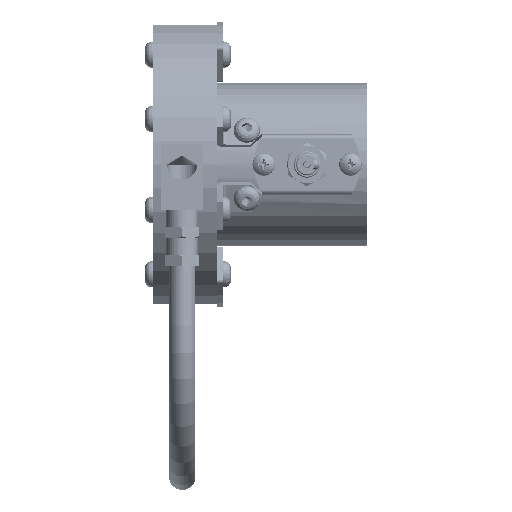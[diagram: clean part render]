
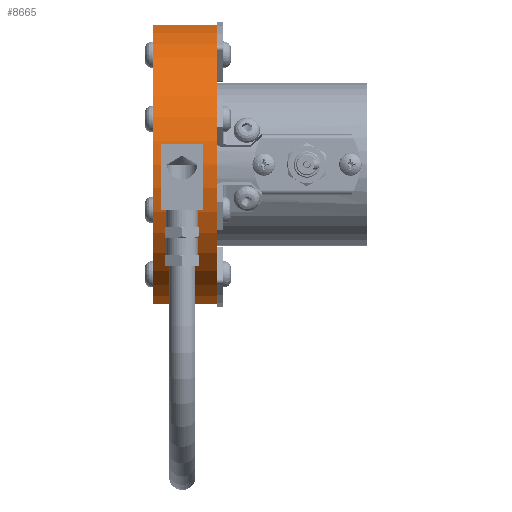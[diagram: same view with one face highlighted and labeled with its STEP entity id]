
A CAD part, left-side view. The second image highlights one B-rep face of the part: STEP entity #8665.
In plain terms, the highlighted cylindrical face has radius 60.325 mm (diameter 120.65 mm), a partial arc.
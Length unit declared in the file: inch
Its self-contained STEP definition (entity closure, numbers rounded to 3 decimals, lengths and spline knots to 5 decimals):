
#839=CIRCLE($,#9438,2.375);
#840=CIRCLE($,#9439,2.375);
#1354=LINE($,#14647,#1765);
#1368=LINE($,#14691,#1779);
#1765=VECTOR($,#11013,1.063);
#1779=VECTOR($,#11057,1.063);
#2386=FACE_BOUND($,#3381,.T.);
#2775=FACE_OUTER_BOUND($,#3380,.T.);
#3380=EDGE_LOOP($,(#6767,#6768,#6769,#6770));
#3381=EDGE_LOOP($,(#6771));
#4057=B_SPLINE_CURVE_WITH_KNOTS($,3,(#14718,#14719,#14720,#14721,#14722,
#14723,#14724,#14725,#14726,#14727,#14728,#14729,#14730,#14731,#14732,#14733,
#14734,#14735,#14736,#14737,#14738,#14739,#14740,#14741,#14742,#14743,#14744,
#14745,#14746,#14747,#14748,#14749,#14750,#14751),.UNSPECIFIED.,.T.,.F.,
(4,2,2,2,2,2,2,2,2,2,2,2,2,2,2,2,4),(0.,0.09569,0.19138,
0.28707,0.38276,0.47845,0.57414,
0.66983,0.76552,0.86121,0.95691,
1.0526,1.14829,1.24398,1.33967,1.43536,
1.53105),.UNSPECIFIED.);
#4406=VERTEX_POINT($,#14641);
#4408=VERTEX_POINT($,#14645);
#4422=VERTEX_POINT($,#14688);
#4423=VERTEX_POINT($,#14690);
#4430=VERTEX_POINT($,#14717);
#5300=EDGE_CURVE($,#4406,#4408,#1354,.T.);
#5323=EDGE_CURVE($,#4423,#4422,#1368,.T.);
#5337=EDGE_CURVE($,#4408,#4423,#839,.T.);
#5338=EDGE_CURVE($,#4406,#4422,#840,.T.);
#5339=EDGE_CURVE($,#4430,#4430,#4057,.T.);
#6767=ORIENTED_EDGE($,*,*,#5300,.T.);
#6768=ORIENTED_EDGE($,*,*,#5337,.T.);
#6769=ORIENTED_EDGE($,*,*,#5323,.T.);
#6770=ORIENTED_EDGE($,*,*,#5338,.F.);
#6771=ORIENTED_EDGE($,*,*,#5339,.T.);
#8409=CYLINDRICAL_SURFACE($,#9437,2.375);
#8665=ADVANCED_FACE($,(#2775,#2386),#8409,.T.);
#9437=AXIS2_PLACEMENT_3D($,#14714,#11082,#11083);
#9438=AXIS2_PLACEMENT_3D($,#14715,#11084,#11085);
#9439=AXIS2_PLACEMENT_3D($,#14716,#11086,#11087);
#11013=DIRECTION($,(0.,1.,0.));
#11057=DIRECTION($,(0.,-1.,0.));
#11082=DIRECTION('center_axis',(0.,-1.,0.));
#11083=DIRECTION('ref_axis',(1.,0.,0.));
#11084=DIRECTION('center_axis',(0.,-1.,0.));
#11085=DIRECTION('ref_axis',(1.,0.,0.));
#11086=DIRECTION('center_axis',(0.,-1.,0.));
#11087=DIRECTION('ref_axis',(1.,0.,0.));
#14641=CARTESIAN_POINT('',(-2.42541,-0.06664,2.313));
#14645=CARTESIAN_POINT('',(-2.42541,0.99636,2.313));
#14647=CARTESIAN_POINT($,(-2.42541,0.46486,2.313));
#14688=CARTESIAN_POINT('',(-2.42541,-0.06664,-2.313));
#14690=CARTESIAN_POINT('',(-2.42541,0.99636,-2.313));
#14691=CARTESIAN_POINT($,(-2.42541,0.46486,-2.313));
#14714=CARTESIAN_POINT('Origin',(-1.88629,0.46486,0.));
#14715=CARTESIAN_POINT('Origin',(-1.88629,0.99636,0.));
#14716=CARTESIAN_POINT('Origin',(-1.88629,-0.06664,
0.));
#14717=CARTESIAN_POINT('',(-4.25918,0.50717,-0.1));
#14718=CARTESIAN_POINT('Ctrl Pts',(-4.25918,0.50717,
-0.1));
#14719=CARTESIAN_POINT('Ctrl Pts',(-4.25918,0.51973,
-0.1));
#14720=CARTESIAN_POINT('Ctrl Pts',(-4.25929,0.53312,
-0.09749));
#14721=CARTESIAN_POINT('Ctrl Pts',(-4.25969,0.55776,-0.08728));
#14722=CARTESIAN_POINT('Ctrl Pts',(-4.25997,0.569,-0.07959));
#14723=CARTESIAN_POINT('Ctrl Pts',(-4.2605,0.58676,
-0.06183));
#14724=CARTESIAN_POINT('Ctrl Pts',(-4.26078,0.59446,
-0.05059));
#14725=CARTESIAN_POINT('Ctrl Pts',(-4.26118,0.60466,
-0.02595));
#14726=CARTESIAN_POINT('Ctrl Pts',(-4.26129,0.60717,
-0.01256));
#14727=CARTESIAN_POINT('Ctrl Pts',(-4.26129,0.60717,
0.01256));
#14728=CARTESIAN_POINT('Ctrl Pts',(-4.26118,0.60466,
0.02595));
#14729=CARTESIAN_POINT('Ctrl Pts',(-4.26078,0.59446,
0.05059));
#14730=CARTESIAN_POINT('Ctrl Pts',(-4.2605,0.58676,
0.06183));
#14731=CARTESIAN_POINT('Ctrl Pts',(-4.25997,0.569,0.07959));
#14732=CARTESIAN_POINT('Ctrl Pts',(-4.25969,0.55776,0.08728));
#14733=CARTESIAN_POINT('Ctrl Pts',(-4.25929,0.53312,
0.09749));
#14734=CARTESIAN_POINT('Ctrl Pts',(-4.25918,0.51973,
0.1));
#14735=CARTESIAN_POINT('Ctrl Pts',(-4.25918,0.49461,
0.1));
#14736=CARTESIAN_POINT('Ctrl Pts',(-4.25929,0.48122,
0.09749));
#14737=CARTESIAN_POINT('Ctrl Pts',(-4.25969,0.45658,0.08728));
#14738=CARTESIAN_POINT('Ctrl Pts',(-4.25997,0.44534,
0.07959));
#14739=CARTESIAN_POINT('Ctrl Pts',(-4.2605,0.42758,
0.06183));
#14740=CARTESIAN_POINT('Ctrl Pts',(-4.26078,0.41989,
0.05059));
#14741=CARTESIAN_POINT('Ctrl Pts',(-4.26118,0.40968,
0.02595));
#14742=CARTESIAN_POINT('Ctrl Pts',(-4.26129,0.40717,
0.01256));
#14743=CARTESIAN_POINT('Ctrl Pts',(-4.26129,0.40717,
-0.01256));
#14744=CARTESIAN_POINT('Ctrl Pts',(-4.26118,0.40968,
-0.02595));
#14745=CARTESIAN_POINT('Ctrl Pts',(-4.26078,0.41989,
-0.05059));
#14746=CARTESIAN_POINT('Ctrl Pts',(-4.2605,0.42758,
-0.06183));
#14747=CARTESIAN_POINT('Ctrl Pts',(-4.25997,0.44534,
-0.07959));
#14748=CARTESIAN_POINT('Ctrl Pts',(-4.25969,0.45658,-0.08728));
#14749=CARTESIAN_POINT('Ctrl Pts',(-4.25929,0.48122,
-0.09749));
#14750=CARTESIAN_POINT('Ctrl Pts',(-4.25918,0.49461,
-0.1));
#14751=CARTESIAN_POINT('Ctrl Pts',(-4.25918,0.50717,
-0.1));
